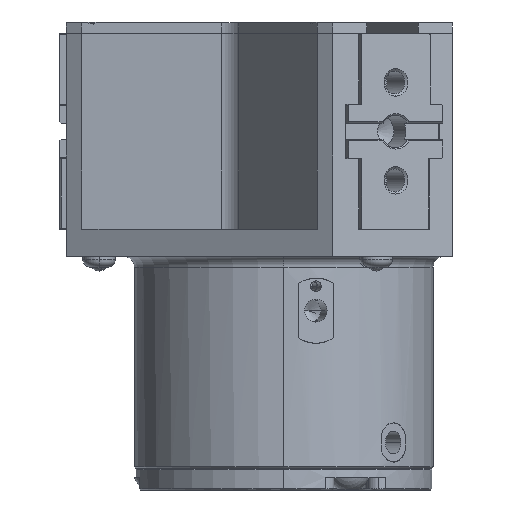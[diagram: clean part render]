
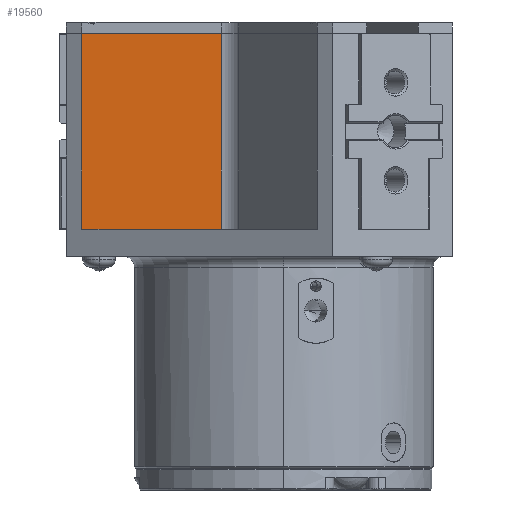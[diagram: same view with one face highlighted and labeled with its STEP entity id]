
A CAD part, left-side view. The second image highlights one B-rep face of the part: STEP entity #19560.
In plain terms, the highlighted planar face has unit normal (-0.997, 0.073, 0).
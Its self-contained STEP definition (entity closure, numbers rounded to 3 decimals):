
#1714 = VECTOR ( 'NONE', #41206, 1000. ) ;
#2178 = VECTOR ( 'NONE', #47745, 1000. ) ;
#3587 = AXIS2_PLACEMENT_3D ( 'NONE', #43260, #47324, #23074 ) ;
#7460 = ORIENTED_EDGE ( 'NONE', *, *, #36980, .F. ) ;
#7706 = VECTOR ( 'NONE', #22159, 1000. ) ;
#9175 = CARTESIAN_POINT ( 'NONE',  ( -16.384, 9.459, 44. ) ) ;
#10056 = EDGE_CURVE ( 'NONE', #45391, #44273, #44914, .T. ) ;
#11374 = ORIENTED_EDGE ( 'NONE', *, *, #35690, .F. ) ;
#11535 = ORIENTED_EDGE ( 'NONE', *, *, #17018, .T. ) ;
#13922 = VERTEX_POINT ( 'NONE', #38670 ) ;
#14294 = LINE ( 'NONE', #15317, #2178 ) ;
#15317 = CARTESIAN_POINT ( 'NONE',  ( -16.23, 11.556, 80. ) ) ;
#17018 = EDGE_CURVE ( 'NONE', #30102, #45391, #14294, .T. ) ;
#19560 = ADVANCED_FACE ( 'NONE', ( #46491 ), #43080, .F. ) ;
#22159 = DIRECTION ( 'NONE',  ( 0., 0., 1. ) ) ;
#23074 = DIRECTION ( 'NONE',  ( 0.073, 0.997, 0. ) ) ;
#30102 = VERTEX_POINT ( 'NONE', #32106 ) ;
#31750 = LINE ( 'NONE', #9175, #49457 ) ;
#32106 = CARTESIAN_POINT ( 'NONE',  ( -16.23, 11.556, 44. ) ) ;
#35690 = EDGE_CURVE ( 'NONE', #13922, #44273, #41308, .T. ) ;
#36980 = EDGE_CURVE ( 'NONE', #30102, #13922, #31750, .T. ) ;
#37297 = CARTESIAN_POINT ( 'NONE',  ( -16.384, 9.459, 80. ) ) ;
#37539 = CARTESIAN_POINT ( 'NONE',  ( -14.347, 37.151, 80. ) ) ;
#38670 = CARTESIAN_POINT ( 'NONE',  ( -14.347, 37.151, 44. ) ) ;
#41206 = DIRECTION ( 'NONE',  ( 0.073, 0.997, 0. ) ) ;
#41308 = LINE ( 'NONE', #42321, #7706 ) ;
#41641 = ORIENTED_EDGE ( 'NONE', *, *, #10056, .T. ) ;
#42321 = CARTESIAN_POINT ( 'NONE',  ( -14.347, 37.151, 44. ) ) ;
#43080 = PLANE ( 'NONE',  #3587 ) ;
#43260 = CARTESIAN_POINT ( 'NONE',  ( -16.384, 9.459, 44. ) ) ;
#44273 = VERTEX_POINT ( 'NONE', #37539 ) ;
#44470 = EDGE_LOOP ( 'NONE', ( #7460, #11535, #41641, #11374 ) ) ;
#44914 = LINE ( 'NONE', #37297, #1714 ) ;
#45391 = VERTEX_POINT ( 'NONE', #51942 ) ;
#46491 = FACE_OUTER_BOUND ( 'NONE', #44470, .T. ) ;
#47324 = DIRECTION ( 'NONE',  ( 0.997, -0.073, 0. ) ) ;
#47745 = DIRECTION ( 'NONE',  ( 0., 0., 1. ) ) ;
#49457 = VECTOR ( 'NONE', #49607, 1000. ) ;
#49607 = DIRECTION ( 'NONE',  ( 0.073, 0.997, 0. ) ) ;
#51942 = CARTESIAN_POINT ( 'NONE',  ( -16.23, 11.556, 80. ) ) ;
